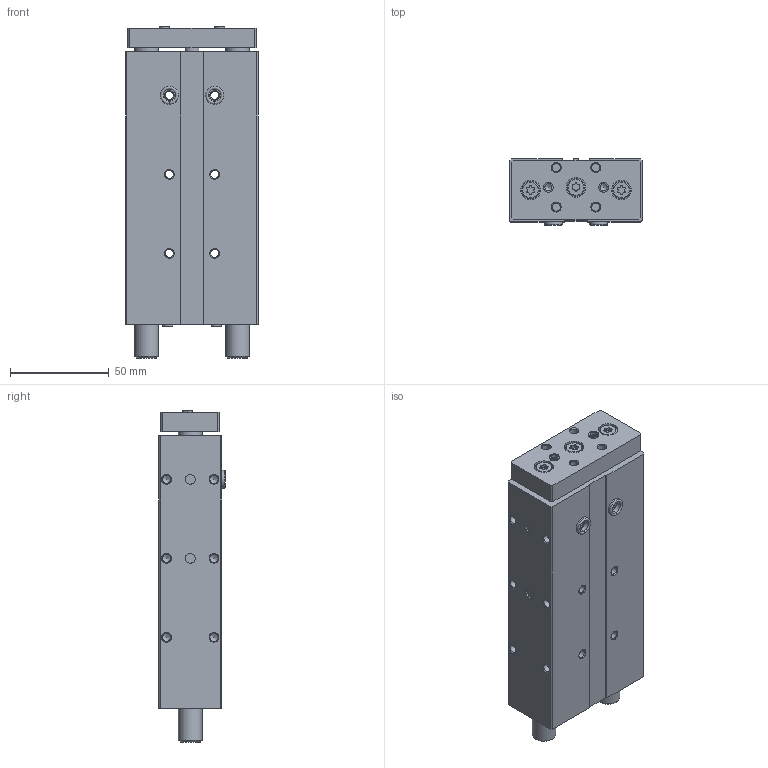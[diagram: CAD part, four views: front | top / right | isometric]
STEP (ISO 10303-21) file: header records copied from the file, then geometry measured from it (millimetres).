
FILE_DESCRIPTION(/* description */ ('STEP AP214'),/* implementation_level */ '2;1');
FILE_NAME(/* name */ '8118829_DFM-16-100-P-A-GF-F1A',/* time_stamp */ '2024-08-14T19:27:19+02:00',/* author */ ('License CC BY-ND 4.0'),/* organization */ ('CADENAS'),/* preprocessor_version */ 'ST-DEVELOPER v19.3',/* originating_system */ 'PARTsolutions',/* authorisation */ ' ');
FILE_SCHEMA (('AUTOMOTIVE_DESIGN {1 0 10303 214 3 1 1}'));
Length unit declared in the file: millimetre
Products named in the file (6): 8118829 DFM-16-100-P-A-GF-F1A---(0); 8118829 DFM-16-100-P-A-GF-F1A---(Z); 8118829 DFM-16-100-P-A-GF-F1A---(K); 8146543 ZBH-5-B; ISO-4026 M5x5; 8137184 ZBH-9-B
Assembly tree (10 placements, depth 2):
  8118829 DFM-16-100-P-A-GF-F1A---(0)
    8118829 DFM-16-100-P-A-GF-F1A---(Z)
    8118829 DFM-16-100-P-A-GF-F1A---(K)
    8146543 ZBH-5-B  x4
    ISO-4026 M5x5  x2
    8137184 ZBH-9-B  x2
Bounding box: 67 x 33.85 x 168.1 mm (x, y, z)
Volume: 288819.1 mm3; surface area: 78451.7 mm2
Topology: 10 solids, 10 shells, 322 faces, 723 edges, 457 vertices
Faces by surface type: cylinder 125, plane 122, cone 60, torus 15
Full cylindrical faces by diameter (mm): 4.134 x24, 4.3 x6, 5 x8, 7.5 x6, 8 x2, 9 x5, 10 x3, 12 x4, 16 x2, 17 x1
Entity records: 7332 total; most frequent: DIRECTION 1329, CARTESIAN_POINT 1242, ORIENTED_EDGE 988, AXIS2_PLACEMENT_3D 567, EDGE_CURVE 494, FACE_BOUND 457, EDGE_LOOP 444, VERTEX_POINT 387
